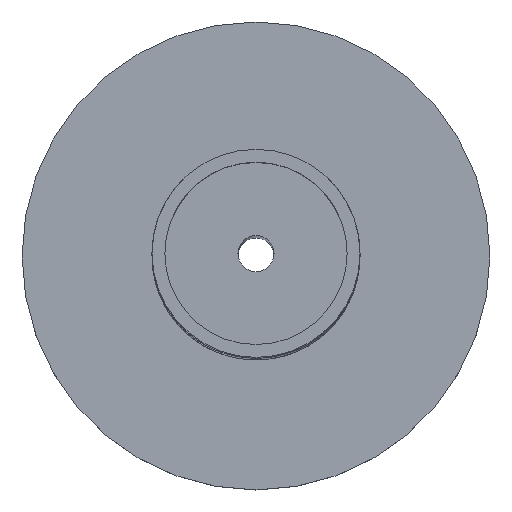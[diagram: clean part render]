
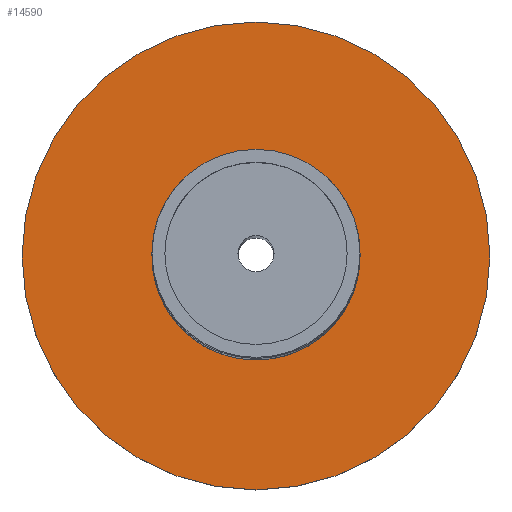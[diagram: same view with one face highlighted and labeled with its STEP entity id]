
A CAD part, top view. The second image highlights one B-rep face of the part: STEP entity #14590.
In plain terms, the highlighted planar face has unit normal (0, 0, 1).
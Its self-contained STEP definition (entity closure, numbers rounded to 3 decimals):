
#2464 = VERTEX_POINT('',#2465);
#2465 = CARTESIAN_POINT('',(6.965,0.,
    30.284));
#2471 = EDGE_CURVE('',#2464,#2464,#2472,.T.);
#2472 = CIRCLE('',#2473,6.965);
#2473 = AXIS2_PLACEMENT_3D('',#2474,#2475,#2476);
#2474 = CARTESIAN_POINT('',(0.,0.,30.284));
#2475 = DIRECTION('',(0.,0.,1.));
#2476 = DIRECTION('',(1.,0.,0.));
#14590 = ADVANCED_FACE('',(#14591,#14602),#14605,.T.);
#14591 = FACE_BOUND('',#14592,.T.);
#14592 = EDGE_LOOP('',(#14593));
#14593 = ORIENTED_EDGE('',*,*,#14594,.T.);
#14594 = EDGE_CURVE('',#14595,#14595,#14597,.T.);
#14595 = VERTEX_POINT('',#14596);
#14596 = CARTESIAN_POINT('',(15.666,0.,
    30.284));
#14597 = CIRCLE('',#14598,15.666);
#14598 = AXIS2_PLACEMENT_3D('',#14599,#14600,#14601);
#14599 = CARTESIAN_POINT('',(0.,0.,30.284));
#14600 = DIRECTION('',(0.,0.,1.));
#14601 = DIRECTION('',(1.,0.,0.));
#14602 = FACE_BOUND('',#14603,.T.);
#14603 = EDGE_LOOP('',(#14604));
#14604 = ORIENTED_EDGE('',*,*,#2471,.F.);
#14605 = PLANE('',#14606);
#14606 = AXIS2_PLACEMENT_3D('',#14607,#14608,#14609);
#14607 = CARTESIAN_POINT('',(0.,0.,30.284));
#14608 = DIRECTION('',(0.,0.,1.));
#14609 = DIRECTION('',(1.,0.,0.));
